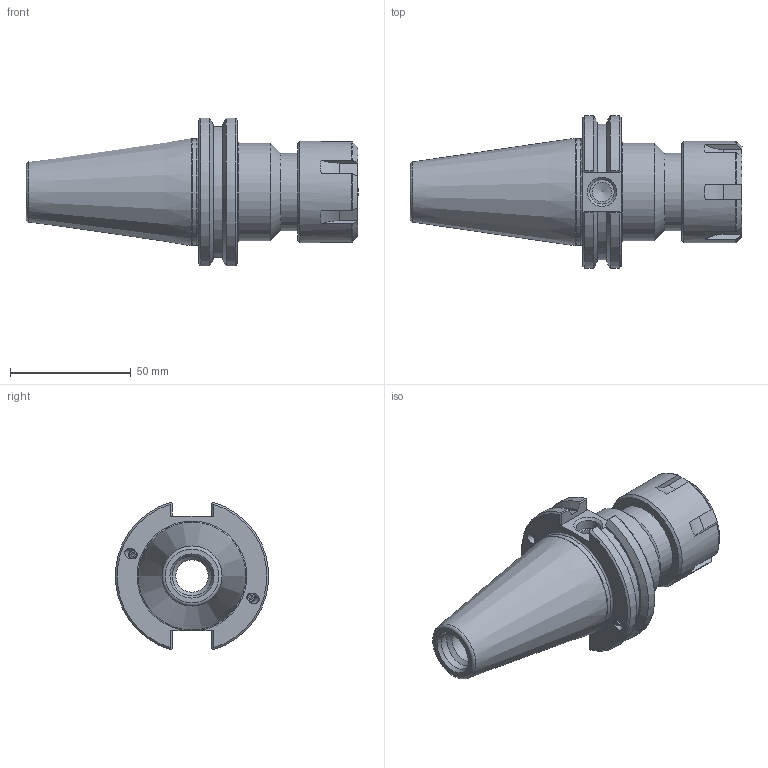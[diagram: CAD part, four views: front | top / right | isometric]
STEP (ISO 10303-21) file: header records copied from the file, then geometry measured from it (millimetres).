
FILE_DESCRIPTION(/* description */ ('ER COLLET CHUCK W/ ADB CLNT'),/* implementation_level */ '2;1');
FILE_NAME(/* name */ 'C40BC-25ERC272.stp',/* time_stamp */ '2017-02-14T08:26:53-05:00',/* author */ ('davhar'),/* organization */ (''),/* preprocessor_version */ 'ST-DEVELOPER v16.1',/* originating_system */ 'Autodesk Inventor 2016',/* authorisation */ '');
FILE_SCHEMA (('AUTOMOTIVE_DESIGN { 1 0 10303 214 3 1 1 }'));
Length unit declared in the file: inch
Products named in the file (5): C40BCB-25ER2-1; 029-965; C40BCB-25ER2-1_1; 25ERCN; C40BC-25ERC272
Assembly tree (7 placements, depth 3):
  C40BC-25ERC272
    C40BCB-25ER2-1_1
      C40BCB-25ER2-1
      029-965  x4
    25ERCN
Bounding box: 137.35 x 63.26 x 61.05 mm (x, y, z)
Volume: 137336.9 mm3; surface area: 34640.9 mm2
Topology: 6 solids, 6 shells, 209 faces, 516 edges, 338 vertices
Faces by surface type: plane 103, cylinder 51, cone 42, torus 9, sphere 4
Full cylindrical faces by diameter (mm): 3.3 x4, 4 x8, 4.1 x4, 4.2 x4, 8 x1, 10.046 x1, 13.386 x1, 15.748 x1, 16.459 x1, 18.034 x1, 20.18 x1, 26.86 x1, 30.5 x1, 32 x1, 32.88 x1, 40.513 x1, 42 x1, 43.942 x1
Entity records: 4943 total; most frequent: CARTESIAN_POINT 1138, DIRECTION 757, ORIENTED_EDGE 716, EDGE_CURVE 358, AXIS2_PLACEMENT_3D 301, VERTEX_POINT 261, EDGE_LOOP 231, FACE_OUTER_BOUND 161
